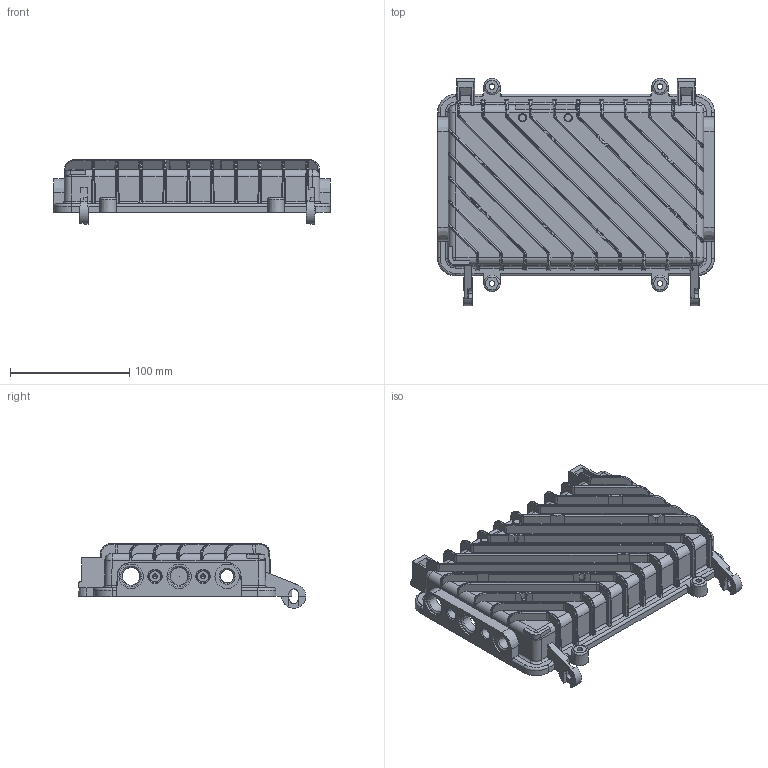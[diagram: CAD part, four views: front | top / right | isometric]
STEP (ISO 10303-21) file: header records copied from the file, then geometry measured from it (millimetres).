
FILE_DESCRIPTION(/* description */ (''),/* implementation_level */ '2;1');
FILE_NAME(/* name */ 'TEA-005C底.stp',/* time_stamp */ '2021-03-18T13:12:08+08:00',/* author */ (''),/* organization */ (''),/* preprocessor_version */ 'ST-DEVELOPER v16',/* originating_system */ 'SIEMENS PLM Software NX 10.0',/* authorisation */ '');
FILE_SCHEMA (('CONFIG_CONTROL_DESIGN'));
Length unit declared in the file: millimetre
Products named in the file (2): TEA-005C; TEA-005c底 _2__stp
Assembly tree (1 placements, depth 2):
  TEA-005c底 _2__stp
    TEA-005C
Bounding box: 231.75 x 190.45 x 53.87 mm (x, y, z)
Volume: 186982.2 mm3; surface area: 172246.2 mm2
Topology: 1 solids, 2 shells, 1245 faces, 3328 edges, 2124 vertices
Faces by surface type: plane 391, cylinder 343, cone 251, bspline 197, torus 58, sphere 5
Entity records: 46253 total; most frequent: CARTESIAN_POINT 16756, ORIENTED_EDGE 6636, DIRECTION 5511, EDGE_CURVE 3318, VERTEX_POINT 2124, AXIS2_PLACEMENT_3D 2048, LINE 1415, VECTOR 1415
